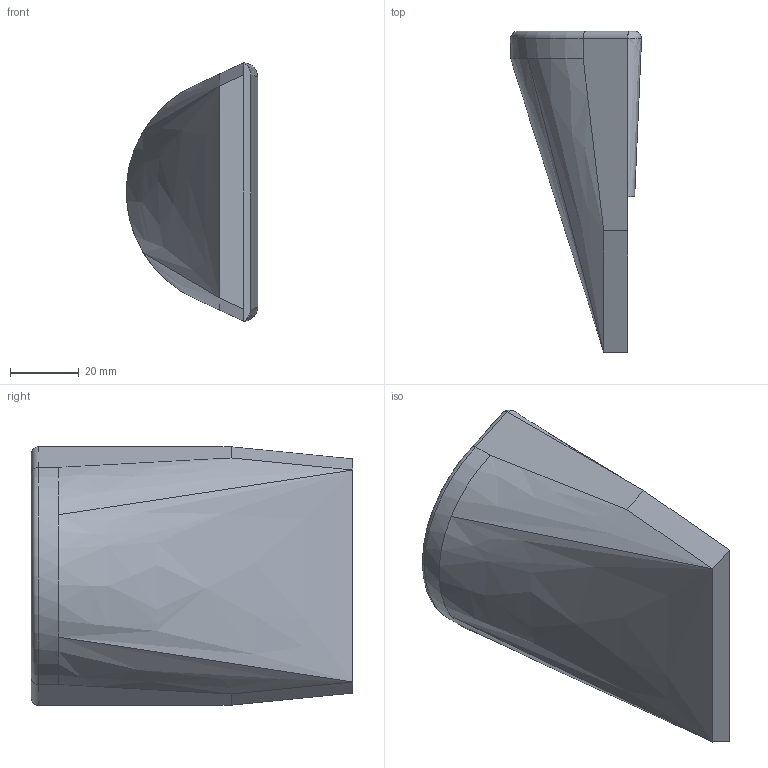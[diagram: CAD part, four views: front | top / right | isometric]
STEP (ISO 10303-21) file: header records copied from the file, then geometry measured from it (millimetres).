
FILE_DESCRIPTION(/* description */ (''),/* implementation_level */ '2;1');
FILE_NAME(/* name */ 'EscapeTabletHolder.stp',/* time_stamp */ '2025-11-13T05:48:04-07:00',/* author */ ('mtkre'),/* organization */ (''),/* preprocessor_version */ 'ST-DEVELOPER v20',/* originating_system */ 'Autodesk Inventor 2025',/* authorisation */ '');
FILE_SCHEMA (('AUTOMOTIVE_DESIGN { 1 0 10303 214 3 1 1 }'));
Length unit declared in the file: millimetre
Products named in the file (1): EscapeTabletHolder
Bounding box: 38.08 x 93.29 x 75 mm (x, y, z)
Volume: 128675.7 mm3; surface area: 18645.4 mm2
Topology: 1 solids, 1 shells, 27 faces, 65 edges, 43 vertices
Faces by surface type: plane 9, bspline 9, cylinder 8, torus 1
Entity records: 1107 total; most frequent: CARTESIAN_POINT 454, ORIENTED_EDGE 130, DIRECTION 112, EDGE_CURVE 65, VERTEX_POINT 40, AXIS2_PLACEMENT_3D 38, LINE 36, VECTOR 36
